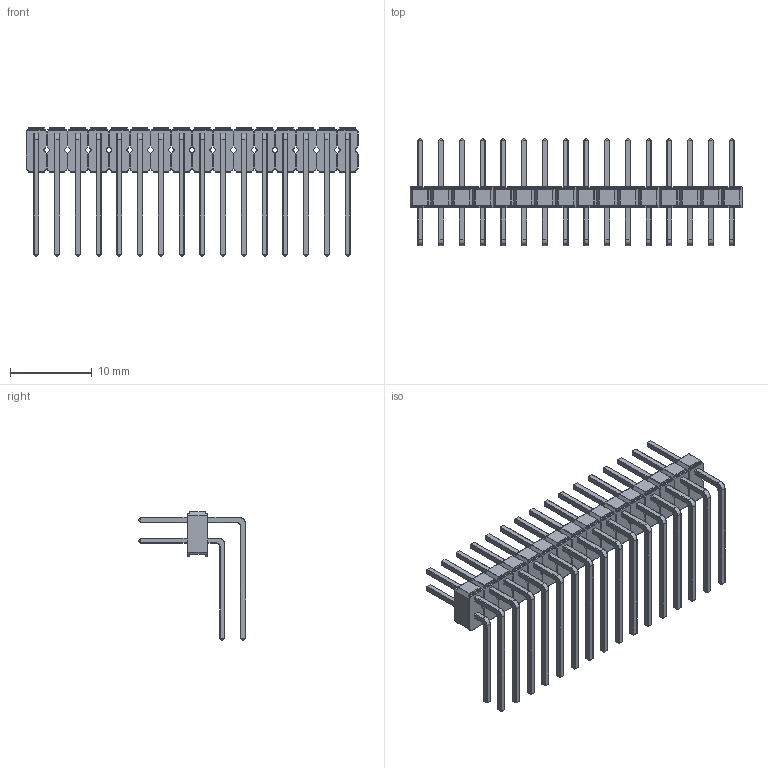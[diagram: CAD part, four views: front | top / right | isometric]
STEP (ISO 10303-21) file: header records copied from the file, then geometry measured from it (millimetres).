
FILE_DESCRIPTION (( 'STEP AP214' ), '1' );
FILE_NAME ('929838-02-16.STEP', '2017-12-20T16:51:19', ( '' ), ( '' ), 'SwSTEP 2.0', 'SolidWorks 2014', '' );
FILE_SCHEMA (( 'AUTOMOTIVE_DESIGN' ));
Length unit declared in the file: millimetre
Products named in the file (3): 838-02-Middle; 838-02-End; 929838-02-16
Assembly tree (16 placements, depth 2):
  929838-02-16
    838-02-End
    838-02-Middle  x15
Bounding box: 40.64 x 13.15 x 15.75 mm (x, y, z)
Volume: 804.6 mm3; surface area: 2774.9 mm2
Topology: 16 solids, 16 shells, 3598 faces, 8854 edges, 4844 vertices
Faces by surface type: cylinder 1751, plane 1021, sphere 508, torus 190, bspline 128
Entity records: 17164 total; most frequent: CARTESIAN_POINT 2707, DIRECTION 2056, ORIENTED_EDGE 2020, EDGE_CURVE 1010, AXIS2_PLACEMENT_3D 769, VERTEX_POINT 588, VECTOR 518, LINE 518
